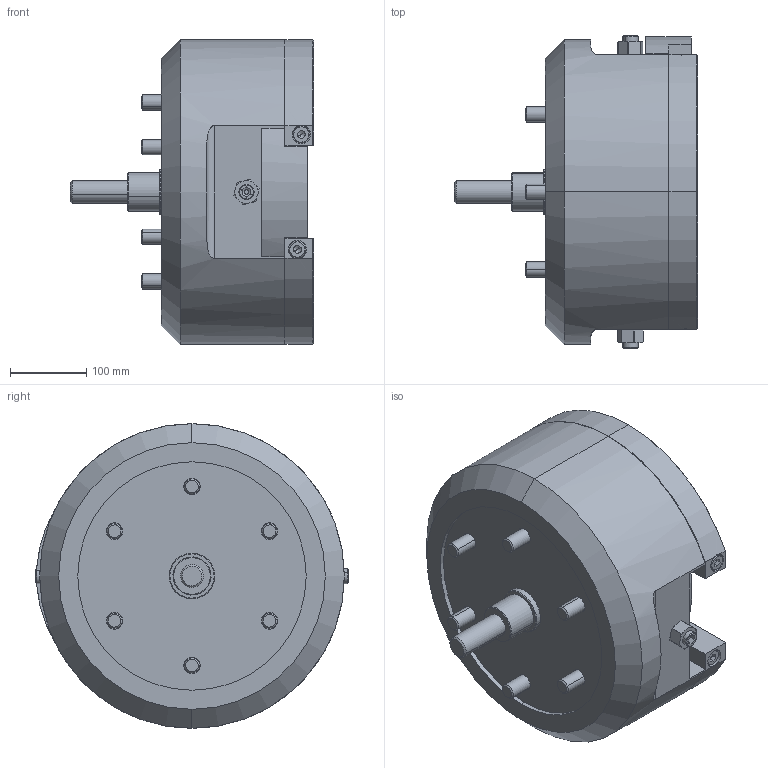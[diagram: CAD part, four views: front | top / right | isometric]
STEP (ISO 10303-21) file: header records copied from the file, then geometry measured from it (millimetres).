
FILE_DESCRIPTION (( 'STEP AP203' ), '1' );
FILE_NAME ('CF-FA-1570.STEP', '2018-10-17T09:11:15', ( '' ), ( '' ), 'SwSTEP 2.0', 'SolidWorks 2016', '' );
FILE_SCHEMA (( 'CONFIG_CONTROL_DESIGN' ));
Length unit declared in the file: millimetre
Products named in the file (11): CF-FA-1570; CF-FA-1570-02000; CF-FA-1570-04000; M20六角螺帽; M20x85定位螺絲; CF-FA-1570-06000; CF-FA-1570-01000; CF-FA-1570-13000; CF-FA-1570-03000; 圓頭內六角螺栓_M20x90; 圓頭內六角螺栓_M12x45
Assembly tree (43 placements, depth 2):
  CF-FA-1570
    CF-FA-1570-01000
    CF-FA-1570-02000
    CF-FA-1570-03000
    CF-FA-1570-04000
    圓頭內六角螺栓_M12x45  x24
    CF-FA-1570-06000
    圓頭內六角螺栓_M20x90  x6
    M20x85定位螺絲  x2
    CF-FA-1570-13000  x4
    M20六角螺帽  x2
Bounding box: 319 x 410 x 400 mm (x, y, z)
Volume: 22689569.4 mm3; surface area: 1195085.2 mm2
Topology: 43 solids, 43 shells, 1526 faces, 3492 edges, 2089 vertices
Faces by surface type: plane 680, cylinder 486, cone 360
Entity records: 21770 total; most frequent: DIRECTION 3705, CARTESIAN_POINT 3593, ORIENTED_EDGE 3028, EDGE_CURVE 1514, AXIS2_PLACEMENT_3D 1512, VERTEX_POINT 974, EDGE_LOOP 886, CIRCLE 774
